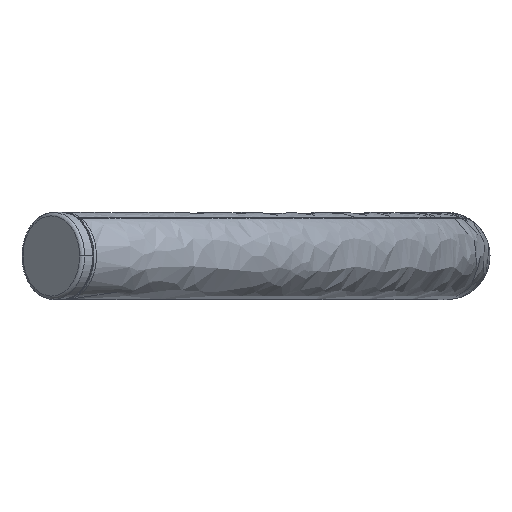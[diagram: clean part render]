
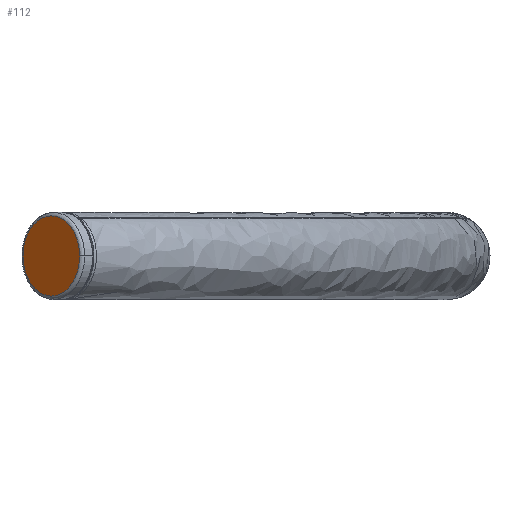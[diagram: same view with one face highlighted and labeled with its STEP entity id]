
A CAD part, left-side view. The second image highlights one B-rep face of the part: STEP entity #112.
In plain terms, the highlighted planar face has unit normal (-0.706, 0.709, 0).
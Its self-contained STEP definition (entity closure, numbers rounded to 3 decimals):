
#112=ADVANCED_FACE('',(#165),#794,.T.);
#165=FACE_OUTER_BOUND('',#220,.T.);
#220=EDGE_LOOP('',(#443,#444));
#443=ORIENTED_EDGE('',*,*,#585,.T.);
#444=ORIENTED_EDGE('',*,*,#597,.T.);
#585=EDGE_CURVE('',#779,#786,#694,.T.);
#597=EDGE_CURVE('',#786,#779,#706,.T.);
#694=(
BOUNDED_CURVE()
B_SPLINE_CURVE(3,(#2369,#2370,#2371,#2372,#2373,#2374,#2375,#2376,#2377,
#2378,#2379,#2380,#2381),.UNSPECIFIED.,.F.,.F.)
B_SPLINE_CURVE_WITH_KNOTS((4,3,3,3,4),(0.,18.064,36.127,
54.191,72.255),.UNSPECIFIED.)
CURVE()
GEOMETRIC_REPRESENTATION_ITEM()
RATIONAL_B_SPLINE_CURVE((1.,1.,1.,1.,1.,1.,
1.,1.,1.,1.,1.,1.,1.))
REPRESENTATION_ITEM('')
);
#706=(
BOUNDED_CURVE()
B_SPLINE_CURVE(3,(#2432,#2433,#2434,#2435,#2436,#2437,#2438,#2439,#2440,
#2441,#2442,#2443,#2444),.UNSPECIFIED.,.F.,.F.)
B_SPLINE_CURVE_WITH_KNOTS((4,3,3,3,4),(72.255,90.319,
108.382,126.446,144.51),.UNSPECIFIED.)
CURVE()
GEOMETRIC_REPRESENTATION_ITEM()
RATIONAL_B_SPLINE_CURVE((1.,1.,1.,1.,1.,1.,1.,1.,1.,1.,1.,1.,1.))
REPRESENTATION_ITEM('')
);
#779=VERTEX_POINT('',#2350);
#786=VERTEX_POINT('',#2357);
#794=PLANE('',#862);
#862=AXIS2_PLACEMENT_3D('',#2232,#872,$);
#872=DIRECTION('',(-0.706,0.708,0.));
#2232=CARTESIAN_POINT('',(-285.222,98.249,31.25));
#2350=CARTESIAN_POINT('',(-246.788,136.536,0.));
#2357=CARTESIAN_POINT('',(-279.386,104.062,0.));
#2369=CARTESIAN_POINT('',(-246.788,136.536,0.));
#2370=CARTESIAN_POINT('',(-246.766,136.559,-6.016));
#2371=CARTESIAN_POINT('',(-248.54,134.791,-12.023));
#2372=CARTESIAN_POINT('',(-251.554,131.788,-16.273));
#2373=CARTESIAN_POINT('',(-254.569,128.785,-20.522));
#2374=CARTESIAN_POINT('',(-258.824,124.546,-23.013));
#2375=CARTESIAN_POINT('',(-263.082,120.305,-23.014));
#2376=CARTESIAN_POINT('',(-267.34,116.063,-23.015));
#2377=CARTESIAN_POINT('',(-271.601,111.818,-20.524));
#2378=CARTESIAN_POINT('',(-274.612,108.818,-16.273));
#2379=CARTESIAN_POINT('',(-277.624,105.818,-12.023));
#2380=CARTESIAN_POINT('',(-279.386,104.062,-6.011));
#2381=CARTESIAN_POINT('',(-279.386,104.062,0.));
#2432=CARTESIAN_POINT('',(-279.386,104.062,0.));
#2433=CARTESIAN_POINT('',(-279.386,104.062,6.011));
#2434=CARTESIAN_POINT('',(-277.624,105.818,12.023));
#2435=CARTESIAN_POINT('',(-274.612,108.818,16.273));
#2436=CARTESIAN_POINT('',(-271.601,111.818,20.524));
#2437=CARTESIAN_POINT('',(-267.34,116.063,23.015));
#2438=CARTESIAN_POINT('',(-263.082,120.305,23.014));
#2439=CARTESIAN_POINT('',(-258.824,124.546,23.013));
#2440=CARTESIAN_POINT('',(-254.569,128.785,20.522));
#2441=CARTESIAN_POINT('',(-251.554,131.788,16.273));
#2442=CARTESIAN_POINT('',(-248.54,134.791,12.023));
#2443=CARTESIAN_POINT('',(-246.766,136.559,6.016));
#2444=CARTESIAN_POINT('',(-246.788,136.536,0.));
